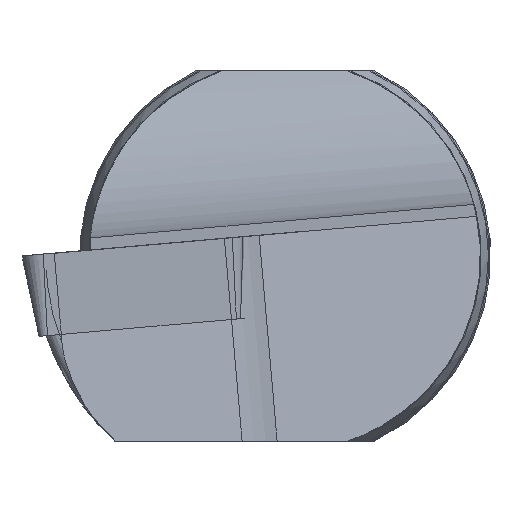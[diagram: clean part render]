
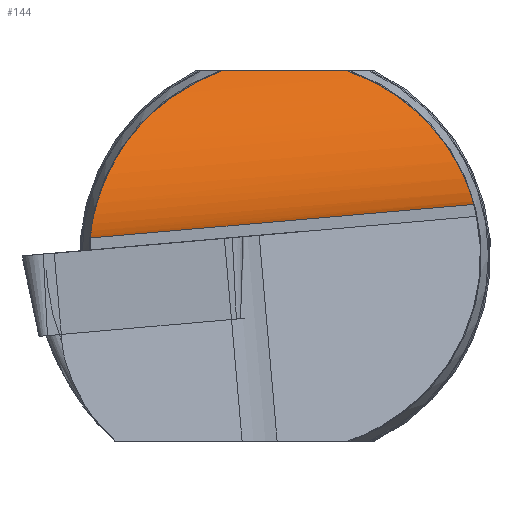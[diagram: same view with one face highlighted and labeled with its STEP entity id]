
A CAD part, left-side view. The second image highlights one B-rep face of the part: STEP entity #144.
In plain terms, the highlighted cylindrical face has radius 12.5 mm (diameter 25 mm), a partial arc.
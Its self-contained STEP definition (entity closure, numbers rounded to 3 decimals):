
#62=CYLINDRICAL_SURFACE('',#877,12.5);
#81=ELLIPSE('',#842,143.421,12.5);
#96=B_SPLINE_CURVE_WITH_KNOTS('',3,(#1245,#1246,#1247,#1248,#1249,#1250,
#1251,#1252),.UNSPECIFIED.,.F.,.F.,(4,2,2,4),(0.,0.5,0.75,1.),
 .UNSPECIFIED.);
#116=B_SPLINE_CURVE_WITH_KNOTS('',3,(#1446,#1447,#1448,#1449,#1450,#1451,
#1452,#1453),.UNSPECIFIED.,.F.,.F.,(4,2,2,4),(0.,0.25,0.5,1.),
 .UNSPECIFIED.);
#119=B_SPLINE_CURVE_WITH_KNOTS('',3,(#1490,#1491,#1492,#1493),
 .UNSPECIFIED.,.F.,.F.,(4,4),(0.,1.),.UNSPECIFIED.);
#144=ADVANCED_FACE('',(#204),#62,.F.);
#204=FACE_OUTER_BOUND('',#245,.T.);
#245=EDGE_LOOP('',(#448,#449,#450,#451,#452));
#448=ORIENTED_EDGE('',*,*,#701,.F.);
#449=ORIENTED_EDGE('',*,*,#644,.T.);
#450=ORIENTED_EDGE('',*,*,#665,.F.);
#451=ORIENTED_EDGE('',*,*,#696,.T.);
#452=ORIENTED_EDGE('',*,*,#681,.T.);
#561=VERTEX_POINT('',#1244);
#562=VERTEX_POINT('',#1253);
#580=VERTEX_POINT('',#1362);
#594=VERTEX_POINT('',#1445);
#595=VERTEX_POINT('',#1454);
#644=EDGE_CURVE('',#562,#561,#96,.T.);
#665=EDGE_CURVE('',#580,#561,#81,.T.);
#681=EDGE_CURVE('',#595,#594,#116,.T.);
#696=EDGE_CURVE('',#580,#595,#119,.T.);
#701=EDGE_CURVE('',#562,#594,#758,.T.);
#758=LINE('',#1509,#803);
#803=VECTOR('',#1040,1.);
#842=AXIS2_PLACEMENT_3D('',#1361,#964,#965);
#877=AXIS2_PLACEMENT_3D('',#1510,#1041,#1042);
#964=DIRECTION('',(0.,0.,-1.));
#965=DIRECTION('',(0.,1.,0.));
#1040=DIRECTION('',(0.,0.996,-0.087));
#1041=DIRECTION('',(0.,0.996,-0.087));
#1042=DIRECTION('',(0.,-0.087,-0.996));
#1244=CARTESIAN_POINT('',(28.042,-16.266,9.033));
#1245=CARTESIAN_POINT('',(16.816,-22.387,2.541));
#1246=CARTESIAN_POINT('',(19.484,-22.387,2.541));
#1247=CARTESIAN_POINT('',(22.095,-22.258,3.416));
#1248=CARTESIAN_POINT('',(25.206,-20.985,5.575));
#1249=CARTESIAN_POINT('',(26.075,-20.355,6.415));
#1250=CARTESIAN_POINT('',(27.361,-18.618,7.938));
#1251=CARTESIAN_POINT('',(27.783,-17.511,8.612));
#1252=CARTESIAN_POINT('',(28.042,-16.266,9.033));
#1253=CARTESIAN_POINT('',(16.816,-22.387,2.541));
#1361=CARTESIAN_POINT('',(16.816,46.832,9.033));
#1362=CARTESIAN_POINT('',(28.288,-10.121,9.033));
#1445=CARTESIAN_POINT('',(16.816,-3.765,0.912));
#1446=CARTESIAN_POINT('',(28.11,-8.997,8.54));
#1447=CARTESIAN_POINT('',(27.877,-7.791,7.941));
#1448=CARTESIAN_POINT('',(27.483,-6.759,7.095));
#1449=CARTESIAN_POINT('',(26.238,-5.211,5.273));
#1450=CARTESIAN_POINT('',(25.379,-4.695,4.306));
#1451=CARTESIAN_POINT('',(22.251,-3.738,1.857));
#1452=CARTESIAN_POINT('',(19.544,-3.765,0.912));
#1453=CARTESIAN_POINT('',(16.816,-3.765,0.912));
#1454=CARTESIAN_POINT('',(28.11,-8.997,8.54));
#1490=CARTESIAN_POINT('',(28.288,-10.121,9.033));
#1491=CARTESIAN_POINT('',(28.241,-9.737,8.889));
#1492=CARTESIAN_POINT('',(28.181,-9.362,8.722));
#1493=CARTESIAN_POINT('',(28.11,-8.997,8.54));
#1509=CARTESIAN_POINT('',(16.816,-25.28,2.794));
#1510=CARTESIAN_POINT('',(16.816,-24.19,15.246));
